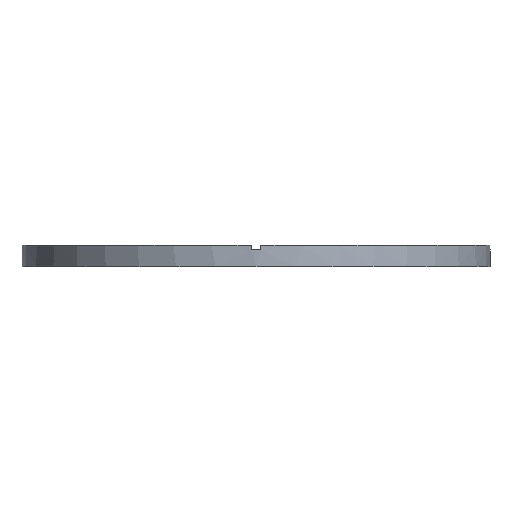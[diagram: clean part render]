
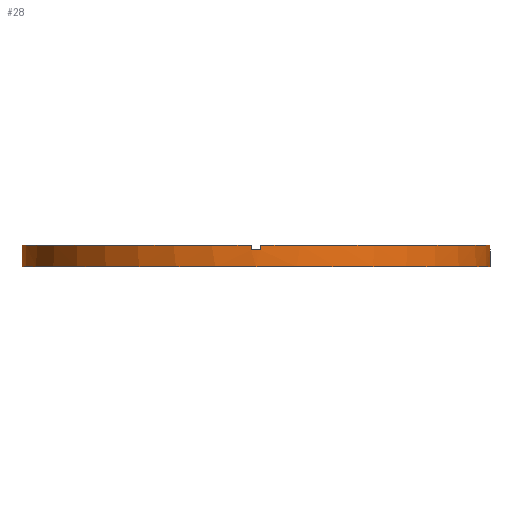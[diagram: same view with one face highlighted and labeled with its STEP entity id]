
A CAD part, front view. The second image highlights one B-rep face of the part: STEP entity #28.
In plain terms, the highlighted cylindrical face has radius 48.5 mm (diameter 97 mm), a partial arc.
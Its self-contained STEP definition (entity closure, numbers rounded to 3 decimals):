
#24 = DIRECTION ( 'NONE',  ( 1., 0., 0. ) ) ;
#28 = ADVANCED_FACE ( 'NONE', ( #464 ), #216, .T. ) ;
#30 = VERTEX_POINT ( 'NONE', #587 ) ;
#35 = CARTESIAN_POINT ( 'NONE',  ( 0., 0., 4.5 ) ) ;
#40 = VERTEX_POINT ( 'NONE', #548 ) ;
#44 = EDGE_CURVE ( 'NONE', #721, #737, #728, .T. ) ;
#45 = CARTESIAN_POINT ( 'NONE',  ( 0., 0., 0. ) ) ;
#52 = CARTESIAN_POINT ( 'NONE',  ( -48.5, 0., 4.5 ) ) ;
#54 = CARTESIAN_POINT ( 'NONE',  ( 0., 0., 4.5 ) ) ;
#62 = DIRECTION ( 'NONE',  ( 1., 0., 0. ) ) ;
#81 = LINE ( 'NONE', #235, #614 ) ;
#89 = VECTOR ( 'NONE', #585, 1000. ) ;
#92 = LINE ( 'NONE', #394, #624 ) ;
#99 = CIRCLE ( 'NONE', #386, 48.5 ) ;
#105 = CARTESIAN_POINT ( 'NONE',  ( -48.5, 0., 3.5 ) ) ;
#117 = EDGE_CURVE ( 'NONE', #721, #170, #244, .T. ) ;
#127 = AXIS2_PLACEMENT_3D ( 'NONE', #45, #724, #24 ) ;
#128 = EDGE_CURVE ( 'NONE', #440, #30, #758, .T. ) ;
#131 = EDGE_CURVE ( 'NONE', #40, #197, #508, .T. ) ;
#134 = DIRECTION ( 'NONE',  ( 0., 0., 1. ) ) ;
#145 = CARTESIAN_POINT ( 'NONE',  ( -48.49, -1., 3.5 ) ) ;
#166 = CARTESIAN_POINT ( 'NONE',  ( 48.49, -1., 3.5 ) ) ;
#170 = VERTEX_POINT ( 'NONE', #145 ) ;
#171 = CARTESIAN_POINT ( 'NONE',  ( 48.49, -1., 4.5 ) ) ;
#197 = VERTEX_POINT ( 'NONE', #603 ) ;
#199 = EDGE_LOOP ( 'NONE', ( #284, #441, #268, #505, #736, #231, #697, #282, #512, #220, #701, #705 ) ) ;
#212 = DIRECTION ( 'NONE',  ( 0., 0., 1. ) ) ;
#216 = CYLINDRICAL_SURFACE ( 'NONE', #281, 48.5 ) ;
#220 = ORIENTED_EDGE ( 'NONE', *, *, #117, .F. ) ;
#222 = VECTOR ( 'NONE', #635, 1000. ) ;
#226 = DIRECTION ( 'NONE',  ( 1., 0., 0. ) ) ;
#231 = ORIENTED_EDGE ( 'NONE', *, *, #131, .F. ) ;
#235 = CARTESIAN_POINT ( 'NONE',  ( -48.49, -1., 4.5 ) ) ;
#243 = DIRECTION ( 'NONE',  ( 0., 0., -1. ) ) ;
#244 = CIRCLE ( 'NONE', #661, 48.5 ) ;
#263 = VECTOR ( 'NONE', #377, 1000. ) ;
#267 = LINE ( 'NONE', #275, #500 ) ;
#268 = ORIENTED_EDGE ( 'NONE', *, *, #327, .T. ) ;
#273 = AXIS2_PLACEMENT_3D ( 'NONE', #755, #467, #780 ) ;
#275 = CARTESIAN_POINT ( 'NONE',  ( 1., -48.49, 4.5 ) ) ;
#281 = AXIS2_PLACEMENT_3D ( 'NONE', #35, #320, #412 ) ;
#282 = ORIENTED_EDGE ( 'NONE', *, *, #128, .F. ) ;
#284 = ORIENTED_EDGE ( 'NONE', *, *, #623, .F. ) ;
#305 = CARTESIAN_POINT ( 'NONE',  ( 0., 0., 3.5 ) ) ;
#308 = DIRECTION ( 'NONE',  ( 0., 0., -1. ) ) ;
#312 = AXIS2_PLACEMENT_3D ( 'NONE', #431, #752, #62 ) ;
#314 = CARTESIAN_POINT ( 'NONE',  ( -48.49, -1., 4.5 ) ) ;
#320 = DIRECTION ( 'NONE',  ( 0., 0., -1. ) ) ;
#327 = EDGE_CURVE ( 'NONE', #424, #726, #779, .T. ) ;
#332 = CARTESIAN_POINT ( 'NONE',  ( -48.5, 0., 0. ) ) ;
#341 = LINE ( 'NONE', #535, #89 ) ;
#342 = CIRCLE ( 'NONE', #273, 48.5 ) ;
#377 = DIRECTION ( 'NONE',  ( 0., 0., 1. ) ) ;
#378 = EDGE_CURVE ( 'NONE', #472, #197, #267, .T. ) ;
#386 = AXIS2_PLACEMENT_3D ( 'NONE', #54, #400, #226 ) ;
#394 = CARTESIAN_POINT ( 'NONE',  ( -1., -48.49, 4.5 ) ) ;
#398 = DIRECTION ( 'NONE',  ( 1., 0., 0. ) ) ;
#400 = DIRECTION ( 'NONE',  ( 0., 0., 1. ) ) ;
#412 = DIRECTION ( 'NONE',  ( -1., 0., 0. ) ) ;
#424 = VERTEX_POINT ( 'NONE', #166 ) ;
#427 = CARTESIAN_POINT ( 'NONE',  ( 48.49, -1., 4.5 ) ) ;
#431 = CARTESIAN_POINT ( 'NONE',  ( 0., 0., 3.5 ) ) ;
#440 = VERTEX_POINT ( 'NONE', #314 ) ;
#441 = ORIENTED_EDGE ( 'NONE', *, *, #494, .F. ) ;
#446 = DIRECTION ( 'NONE',  ( 0., 0., 1. ) ) ;
#453 = EDGE_CURVE ( 'NONE', #440, #170, #81, .T. ) ;
#464 = FACE_OUTER_BOUND ( 'NONE', #199, .T. ) ;
#467 = DIRECTION ( 'NONE',  ( 0., 0., 1. ) ) ;
#472 = VERTEX_POINT ( 'NONE', #674 ) ;
#494 = EDGE_CURVE ( 'NONE', #424, #778, #342, .T. ) ;
#500 = VECTOR ( 'NONE', #243, 1000. ) ;
#505 = ORIENTED_EDGE ( 'NONE', *, *, #664, .F. ) ;
#508 = CIRCLE ( 'NONE', #312, 48.5 ) ;
#512 = ORIENTED_EDGE ( 'NONE', *, *, #453, .T. ) ;
#517 = DIRECTION ( 'NONE',  ( 1., 0., 0. ) ) ;
#535 = CARTESIAN_POINT ( 'NONE',  ( 48.5, 0., 4.5 ) ) ;
#537 = VERTEX_POINT ( 'NONE', #588 ) ;
#548 = CARTESIAN_POINT ( 'NONE',  ( -1., -48.49, 3.5 ) ) ;
#562 = AXIS2_PLACEMENT_3D ( 'NONE', #645, #212, #398 ) ;
#575 = CARTESIAN_POINT ( 'NONE',  ( 48.5, 0., 3.5 ) ) ;
#585 = DIRECTION ( 'NONE',  ( 0., 0., -1. ) ) ;
#587 = CARTESIAN_POINT ( 'NONE',  ( -1., -48.49, 4.5 ) ) ;
#588 = CARTESIAN_POINT ( 'NONE',  ( 48.5, 0., 0. ) ) ;
#603 = CARTESIAN_POINT ( 'NONE',  ( 1., -48.49, 3.5 ) ) ;
#614 = VECTOR ( 'NONE', #308, 1000. ) ;
#623 = EDGE_CURVE ( 'NONE', #778, #537, #341, .T. ) ;
#624 = VECTOR ( 'NONE', #446, 1000. ) ;
#628 = CIRCLE ( 'NONE', #127, 48.5 ) ;
#635 = DIRECTION ( 'NONE',  ( 0., 0., -1. ) ) ;
#638 = EDGE_CURVE ( 'NONE', #40, #30, #92, .T. ) ;
#645 = CARTESIAN_POINT ( 'NONE',  ( 0., 0., 4.5 ) ) ;
#661 = AXIS2_PLACEMENT_3D ( 'NONE', #305, #134, #517 ) ;
#664 = EDGE_CURVE ( 'NONE', #472, #726, #99, .T. ) ;
#674 = CARTESIAN_POINT ( 'NONE',  ( 1., -48.49, 4.5 ) ) ;
#697 = ORIENTED_EDGE ( 'NONE', *, *, #638, .T. ) ;
#701 = ORIENTED_EDGE ( 'NONE', *, *, #44, .T. ) ;
#705 = ORIENTED_EDGE ( 'NONE', *, *, #765, .T. ) ;
#721 = VERTEX_POINT ( 'NONE', #105 ) ;
#724 = DIRECTION ( 'NONE',  ( 0., 0., 1. ) ) ;
#726 = VERTEX_POINT ( 'NONE', #427 ) ;
#728 = LINE ( 'NONE', #52, #222 ) ;
#736 = ORIENTED_EDGE ( 'NONE', *, *, #378, .T. ) ;
#737 = VERTEX_POINT ( 'NONE', #332 ) ;
#752 = DIRECTION ( 'NONE',  ( 0., 0., 1. ) ) ;
#755 = CARTESIAN_POINT ( 'NONE',  ( 0., 0., 3.5 ) ) ;
#758 = CIRCLE ( 'NONE', #562, 48.5 ) ;
#765 = EDGE_CURVE ( 'NONE', #737, #537, #628, .T. ) ;
#778 = VERTEX_POINT ( 'NONE', #575 ) ;
#779 = LINE ( 'NONE', #171, #263 ) ;
#780 = DIRECTION ( 'NONE',  ( 1., 0., 0. ) ) ;
